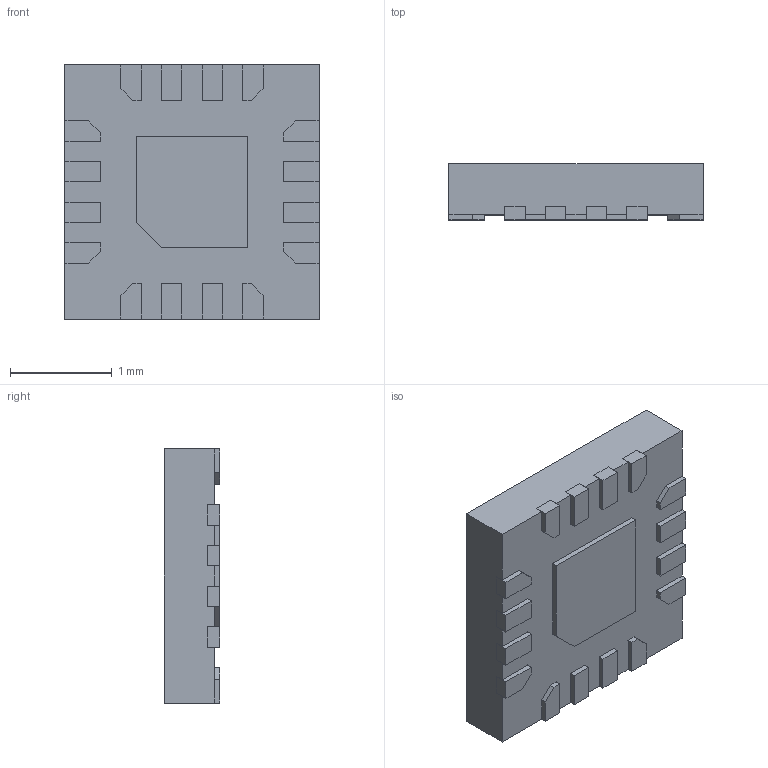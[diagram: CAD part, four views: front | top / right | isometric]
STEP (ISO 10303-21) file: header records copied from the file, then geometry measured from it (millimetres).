
FILE_DESCRIPTION (( 'STEP AP214' ), '1' );
FILE_NAME ('MAX4740HETE+.STEP', '2023-01-18T09:11:43', ( '' ), ( '' ), 'SwSTEP 2.0', 'SolidWorks 2017', '' );
FILE_SCHEMA (( 'AUTOMOTIVE_DESIGN' ));
Length unit declared in the file: millimetre
Products named in the file (1): MAX4740HETE+
Bounding box: 2.5 x 0.55 x 2.5 mm (x, y, z)
Volume: 3.2 mm3; surface area: 26.1 mm2
Topology: 19 solids, 19 shells, 202 faces, 486 edges, 324 vertices
Faces by surface type: plane 198, cylinder 4
Entity records: 5954 total; most frequent: CARTESIAN_POINT 1013, ORIENTED_EDGE 972, DIRECTION 900, EDGE_CURVE 486, VECTOR 478, LINE 478, VERTEX_POINT 324, AXIS2_PLACEMENT_3D 211
